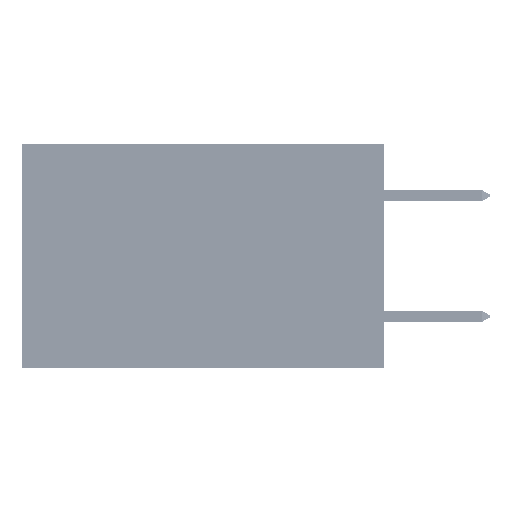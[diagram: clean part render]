
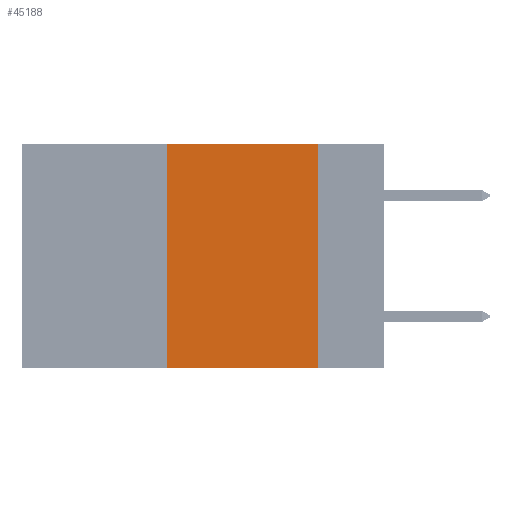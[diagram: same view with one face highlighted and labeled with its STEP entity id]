
A CAD part, left-side view. The second image highlights one B-rep face of the part: STEP entity #45188.
In plain terms, the highlighted planar face has unit normal (-1, 0, 0).
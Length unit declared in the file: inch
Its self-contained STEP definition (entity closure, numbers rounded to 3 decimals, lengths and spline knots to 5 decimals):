
#1873 = EDGE_CURVE ( 'NONE', #39315, #30676, #41903, .T. ) ;
#2612 = ORIENTED_EDGE ( 'NONE', *, *, #24858, .F. ) ;
#4543 = ORIENTED_EDGE ( 'NONE', *, *, #1873, .F. ) ;
#10677 = DIRECTION ( 'NONE',  ( 0., 0., 1. ) ) ;
#13620 = EDGE_CURVE ( 'NONE', #14569, #14628, #34382, .T. ) ;
#14569 = VERTEX_POINT ( 'NONE', #51457 ) ;
#14628 = VERTEX_POINT ( 'NONE', #15632 ) ;
#14968 = EDGE_LOOP ( 'NONE', ( #4543, #2612, #36055, #52263 ) ) ;
#15632 = CARTESIAN_POINT ( 'NONE',  ( 0., 0.36, 0. ) ) ;
#16089 = CARTESIAN_POINT ( 'NONE',  ( 0., 0.11, 0. ) ) ;
#16535 = VECTOR ( 'NONE', #10677, 39.37008 ) ;
#17245 = EDGE_CURVE ( 'NONE', #14569, #30676, #34946, .T. ) ;
#19109 = DIRECTION ( 'NONE',  ( 0., -1., 0. ) ) ;
#20277 = VECTOR ( 'NONE', #43831, 39.37008 ) ;
#22586 = CARTESIAN_POINT ( 'NONE',  ( 0., 0.6, -0.37 ) ) ;
#22643 = CARTESIAN_POINT ( 'NONE',  ( 0., 0.6, 0. ) ) ;
#23918 = FACE_OUTER_BOUND ( 'NONE', #14968, .T. ) ;
#24858 = EDGE_CURVE ( 'NONE', #14628, #39315, #47121, .T. ) ;
#28638 = PLANE ( 'NONE',  #35115 ) ;
#30676 = VERTEX_POINT ( 'NONE', #37522 ) ;
#34382 = LINE ( 'NONE', #51847, #16535 ) ;
#34946 = LINE ( 'NONE', #22586, #20277 ) ;
#35115 = AXIS2_PLACEMENT_3D ( 'NONE', #37319, #48936, #40579 ) ;
#36055 = ORIENTED_EDGE ( 'NONE', *, *, #13620, .F. ) ;
#37078 = CARTESIAN_POINT ( 'NONE',  ( 0., 0.11, 0. ) ) ;
#37319 = CARTESIAN_POINT ( 'NONE',  ( 0., 0.6, 0. ) ) ;
#37522 = CARTESIAN_POINT ( 'NONE',  ( 0., 0.11, -0.37 ) ) ;
#38992 = VECTOR ( 'NONE', #19109, 39.37008 ) ;
#39315 = VERTEX_POINT ( 'NONE', #37078 ) ;
#40579 = DIRECTION ( 'NONE',  ( 0., 0., -1. ) ) ;
#41115 = DIRECTION ( 'NONE',  ( 0., 0., -1. ) ) ;
#41903 = LINE ( 'NONE', #16089, #43556 ) ;
#43556 = VECTOR ( 'NONE', #41115, 39.37008 ) ;
#43831 = DIRECTION ( 'NONE',  ( 0., -1., 0. ) ) ;
#45188 = ADVANCED_FACE ( 'NONE', ( #23918 ), #28638, .F. ) ;
#47121 = LINE ( 'NONE', #22643, #38992 ) ;
#48936 = DIRECTION ( 'NONE',  ( 1., 0., 0. ) ) ;
#51457 = CARTESIAN_POINT ( 'NONE',  ( 0., 0.36, -0.37 ) ) ;
#51847 = CARTESIAN_POINT ( 'NONE',  ( 0., 0.36, 0. ) ) ;
#52263 = ORIENTED_EDGE ( 'NONE', *, *, #17245, .T. ) ;
